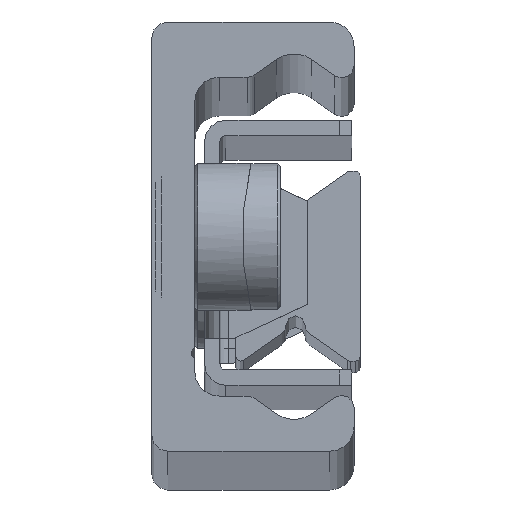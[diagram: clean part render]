
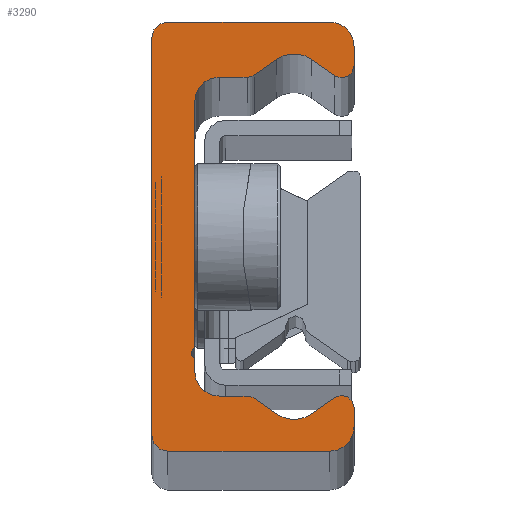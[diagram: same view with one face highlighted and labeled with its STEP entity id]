
A CAD part, top view. The second image highlights one B-rep face of the part: STEP entity #3290.
In plain terms, the highlighted planar face has unit normal (0, 0, 1).
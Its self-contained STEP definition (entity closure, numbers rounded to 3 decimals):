
#2280=CARTESIAN_POINT('',(0.0,16.2,1810.0));
#2281=VERTEX_POINT('',#2280);
#2282=CARTESIAN_POINT('',(1.3,17.5,1810.0));
#2283=VERTEX_POINT('',#2282);
#2284=CARTESIAN_POINT('',(1.3,16.2,1810.0));
#2285=DIRECTION('',(0.0,0.0,-1.0));
#2286=DIRECTION('',(0.0,-1.0,0.0));
#2287=AXIS2_PLACEMENT_3D('',#2284,#2285,#2286);
#2288=CIRCLE('',#2287,1.3);
#2289=EDGE_CURVE('',#2281,#2283,#2288,.T.);
#2322=CARTESIAN_POINT('',(14.5,17.5,1810.0));
#2323=VERTEX_POINT('',#2322);
#2324=CARTESIAN_POINT('',(1.3,17.5,1810.0));
#2325=DIRECTION('',(1.0,0.0,0.0));
#2326=VECTOR('',#2325,13.2);
#2327=LINE('',#2324,#2326);
#2328=EDGE_CURVE('',#2283,#2323,#2327,.T.);
#2353=CARTESIAN_POINT('',(16.5,15.5,1810.0));
#2354=VERTEX_POINT('',#2353);
#2355=CARTESIAN_POINT('',(14.5,15.5,1810.0));
#2356=DIRECTION('',(0.0,0.0,-1.0));
#2357=DIRECTION('',(-1.0,0.0,0.0));
#2358=AXIS2_PLACEMENT_3D('',#2355,#2356,#2357);
#2359=CIRCLE('',#2358,2.);
#2360=EDGE_CURVE('',#2323,#2354,#2359,.T.);
#2386=CARTESIAN_POINT('',(16.5,13.946,1810.0));
#2387=VERTEX_POINT('',#2386);
#2388=CARTESIAN_POINT('',(16.5,15.5,1810.0));
#2389=DIRECTION('',(0.0,-1.0,0.0));
#2390=VECTOR('',#2389,1.554);
#2391=LINE('',#2388,#2390);
#2392=EDGE_CURVE('',#2354,#2387,#2391,.T.);
#2417=CARTESIAN_POINT('',(14.926,13.127,1810.0));
#2418=VERTEX_POINT('',#2417);
#2419=CARTESIAN_POINT('',(15.5,13.946,1810.0));
#2420=DIRECTION('',(0.0,0.0,-1.0));
#2421=DIRECTION('',(0.574,0.819,0.0));
#2422=AXIS2_PLACEMENT_3D('',#2419,#2420,#2421);
#2423=CIRCLE('',#2422,1.0);
#2424=EDGE_CURVE('',#2387,#2418,#2423,.T.);
#2450=CARTESIAN_POINT('',(13.034,14.452,1810.0));
#2451=VERTEX_POINT('',#2450);
#2452=CARTESIAN_POINT('',(14.926,13.127,1810.0));
#2453=DIRECTION('',(-0.819,0.574,0.0));
#2454=VECTOR('',#2453,2.31);
#2455=LINE('',#2452,#2454);
#2456=EDGE_CURVE('',#2418,#2451,#2455,.T.);
#2481=CARTESIAN_POINT('',(10.166,14.452,1810.0));
#2482=VERTEX_POINT('',#2481);
#2483=CARTESIAN_POINT('',(11.6,12.404,1810.0));
#2484=DIRECTION('',(0.0,0.0,1.0));
#2485=DIRECTION('',(0.574,0.819,0.0));
#2486=AXIS2_PLACEMENT_3D('',#2483,#2484,#2485);
#2487=CIRCLE('',#2486,2.5);
#2488=EDGE_CURVE('',#2451,#2482,#2487,.T.);
#2514=CARTESIAN_POINT('',(8.351,13.181,1810.0));
#2515=VERTEX_POINT('',#2514);
#2516=CARTESIAN_POINT('',(10.166,14.452,1810.0));
#2517=DIRECTION('',(-0.819,-0.574,0.0));
#2518=VECTOR('',#2517,2.216);
#2519=LINE('',#2516,#2518);
#2520=EDGE_CURVE('',#2482,#2515,#2519,.T.);
#2545=CARTESIAN_POINT('',(7.777,13.,1810.0));
#2546=VERTEX_POINT('',#2545);
#2547=CARTESIAN_POINT('',(7.777,14.,1810.0));
#2548=DIRECTION('',(0.0,0.0,-1.0));
#2549=DIRECTION('',(0.0,1.0,0.0));
#2550=AXIS2_PLACEMENT_3D('',#2547,#2548,#2549);
#2551=CIRCLE('',#2550,1.);
#2552=EDGE_CURVE('',#2515,#2546,#2551,.T.);
#2578=CARTESIAN_POINT('',(5.5,13.,1810.0));
#2579=VERTEX_POINT('',#2578);
#2580=CARTESIAN_POINT('',(7.777,13.,1810.0));
#2581=DIRECTION('',(-1.0,0.0,0.0));
#2582=VECTOR('',#2581,2.277);
#2583=LINE('',#2580,#2582);
#2584=EDGE_CURVE('',#2546,#2579,#2583,.T.);
#2609=CARTESIAN_POINT('',(3.5,11.,1810.0));
#2610=VERTEX_POINT('',#2609);
#2611=CARTESIAN_POINT('',(5.5,11.,1810.0));
#2612=DIRECTION('',(0.0,0.0,1.0));
#2613=DIRECTION('',(0.0,1.0,0.0));
#2614=AXIS2_PLACEMENT_3D('',#2611,#2612,#2613);
#2615=CIRCLE('',#2614,2.0);
#2616=EDGE_CURVE('',#2579,#2610,#2615,.T.);
#2642=CARTESIAN_POINT('',(3.5,-9.067,1810.0));
#2643=VERTEX_POINT('',#2642);
#2644=CARTESIAN_POINT('',(3.5,11.,1810.0));
#2645=DIRECTION('',(0.0,-1.0,0.0));
#2646=VECTOR('',#2645,20.067);
#2647=LINE('',#2644,#2646);
#2648=EDGE_CURVE('',#2610,#2643,#2647,.T.);
#2748=CARTESIAN_POINT('',(3.5,-9.933,1810.0));
#2749=VERTEX_POINT('',#2748);
#2750=CARTESIAN_POINT('',(3.75,-9.5,1810.0));
#2751=DIRECTION('',(0.0,0.0,1.0));
#2752=DIRECTION('',(-0.5,0.866,0.0));
#2753=AXIS2_PLACEMENT_3D('',#2750,#2751,#2752);
#2754=CIRCLE('',#2753,0.5);
#2755=EDGE_CURVE('',#2643,#2749,#2754,.T.);
#2781=CARTESIAN_POINT('',(3.5,-11.,1810.0));
#2782=VERTEX_POINT('',#2781);
#2783=CARTESIAN_POINT('',(3.5,-9.933,1810.0));
#2784=DIRECTION('',(0.0,-1.0,0.0));
#2785=VECTOR('',#2784,1.067);
#2786=LINE('',#2783,#2785);
#2787=EDGE_CURVE('',#2749,#2782,#2786,.T.);
#2812=CARTESIAN_POINT('',(5.5,-13.,1810.0));
#2813=VERTEX_POINT('',#2812);
#2814=CARTESIAN_POINT('',(5.5,-11.,1810.0));
#2815=DIRECTION('',(0.0,0.0,1.0));
#2816=DIRECTION('',(-1.0,0.0,0.0));
#2817=AXIS2_PLACEMENT_3D('',#2814,#2815,#2816);
#2818=CIRCLE('',#2817,2.0);
#2819=EDGE_CURVE('',#2782,#2813,#2818,.T.);
#2845=CARTESIAN_POINT('',(7.777,-13.,1810.0));
#2846=VERTEX_POINT('',#2845);
#2847=CARTESIAN_POINT('',(5.5,-13.,1810.0));
#2848=DIRECTION('',(1.0,0.0,0.0));
#2849=VECTOR('',#2848,2.277);
#2850=LINE('',#2847,#2849);
#2851=EDGE_CURVE('',#2813,#2846,#2850,.T.);
#2876=CARTESIAN_POINT('',(8.351,-13.181,1810.0));
#2877=VERTEX_POINT('',#2876);
#2878=CARTESIAN_POINT('',(7.777,-14.0,1810.0));
#2879=DIRECTION('',(0.0,0.0,-1.0));
#2880=DIRECTION('',(-0.574,-0.819,0.0));
#2881=AXIS2_PLACEMENT_3D('',#2878,#2879,#2880);
#2882=CIRCLE('',#2881,1.);
#2883=EDGE_CURVE('',#2846,#2877,#2882,.T.);
#2909=CARTESIAN_POINT('',(10.166,-14.452,1810.0));
#2910=VERTEX_POINT('',#2909);
#2911=CARTESIAN_POINT('',(8.351,-13.181,1810.0));
#2912=DIRECTION('',(0.819,-0.574,0.0));
#2913=VECTOR('',#2912,2.216);
#2914=LINE('',#2911,#2913);
#2915=EDGE_CURVE('',#2877,#2910,#2914,.T.);
#2940=CARTESIAN_POINT('',(13.034,-14.452,1810.0));
#2941=VERTEX_POINT('',#2940);
#2942=CARTESIAN_POINT('',(11.6,-12.404,1810.0));
#2943=DIRECTION('',(0.0,0.0,1.));
#2944=DIRECTION('',(-0.574,-0.819,0.0));
#2945=AXIS2_PLACEMENT_3D('',#2942,#2943,#2944);
#2946=CIRCLE('',#2945,2.5);
#2947=EDGE_CURVE('',#2910,#2941,#2946,.T.);
#2973=CARTESIAN_POINT('',(14.926,-13.127,1810.0));
#2974=VERTEX_POINT('',#2973);
#2975=CARTESIAN_POINT('',(13.034,-14.452,1810.0));
#2976=DIRECTION('',(0.819,0.574,0.0));
#2977=VECTOR('',#2976,2.31);
#2978=LINE('',#2975,#2977);
#2979=EDGE_CURVE('',#2941,#2974,#2978,.T.);
#3004=CARTESIAN_POINT('',(16.5,-13.946,1810.0));
#3005=VERTEX_POINT('',#3004);
#3006=CARTESIAN_POINT('',(15.5,-13.946,1810.0));
#3007=DIRECTION('',(0.0,0.0,-1.0));
#3008=DIRECTION('',(-1.0,0.0,0.0));
#3009=AXIS2_PLACEMENT_3D('',#3006,#3007,#3008);
#3010=CIRCLE('',#3009,1.0);
#3011=EDGE_CURVE('',#2974,#3005,#3010,.T.);
#3037=CARTESIAN_POINT('',(16.5,-15.5,1810.0));
#3038=VERTEX_POINT('',#3037);
#3039=CARTESIAN_POINT('',(16.5,-13.946,1810.0));
#3040=DIRECTION('',(0.0,-1.0,0.0));
#3041=VECTOR('',#3040,1.554);
#3042=LINE('',#3039,#3041);
#3043=EDGE_CURVE('',#3005,#3038,#3042,.T.);
#3068=CARTESIAN_POINT('',(14.5,-17.5,1810.0));
#3069=VERTEX_POINT('',#3068);
#3070=CARTESIAN_POINT('',(14.5,-15.5,1810.0));
#3071=DIRECTION('',(0.0,0.0,-1.0));
#3072=DIRECTION('',(0.0,1.0,0.0));
#3073=AXIS2_PLACEMENT_3D('',#3070,#3071,#3072);
#3074=CIRCLE('',#3073,2.);
#3075=EDGE_CURVE('',#3038,#3069,#3074,.T.);
#3101=CARTESIAN_POINT('',(1.3,-17.5,1810.0));
#3102=VERTEX_POINT('',#3101);
#3103=CARTESIAN_POINT('',(14.5,-17.5,1810.0));
#3104=DIRECTION('',(-1.0,0.0,0.0));
#3105=VECTOR('',#3104,13.2);
#3106=LINE('',#3103,#3105);
#3107=EDGE_CURVE('',#3069,#3102,#3106,.T.);
#3132=CARTESIAN_POINT('',(0.0,-16.2,1810.0));
#3133=VERTEX_POINT('',#3132);
#3134=CARTESIAN_POINT('',(1.3,-16.2,1810.0));
#3135=DIRECTION('',(0.0,0.0,-1.0));
#3136=DIRECTION('',(1.0,0.0,0.0));
#3137=AXIS2_PLACEMENT_3D('',#3134,#3135,#3136);
#3138=CIRCLE('',#3137,1.3);
#3139=EDGE_CURVE('',#3102,#3133,#3138,.T.);
#3165=CARTESIAN_POINT('',(0.0,-16.2,1810.0));
#3166=DIRECTION('',(0.0,1.0,0.0));
#3167=VECTOR('',#3166,32.4);
#3168=LINE('',#3165,#3167);
#3169=EDGE_CURVE('',#3133,#2281,#3168,.T.);
#3257=CARTESIAN_POINT('',(5.957,-0.014,1810.0));
#3258=DIRECTION('',(0.0,0.0,1.0));
#3259=DIRECTION('',(1.0,0.0,0.0));
#3260=AXIS2_PLACEMENT_3D('',#3257,#3258,#3259);
#3261=PLANE('',#3260);
#3262=ORIENTED_EDGE('',*,*,#2289,.F.);
#3263=ORIENTED_EDGE('',*,*,#3169,.F.);
#3264=ORIENTED_EDGE('',*,*,#3139,.F.);
#3265=ORIENTED_EDGE('',*,*,#3107,.F.);
#3266=ORIENTED_EDGE('',*,*,#3075,.F.);
#3267=ORIENTED_EDGE('',*,*,#3043,.F.);
#3268=ORIENTED_EDGE('',*,*,#3011,.F.);
#3269=ORIENTED_EDGE('',*,*,#2979,.F.);
#3270=ORIENTED_EDGE('',*,*,#2947,.F.);
#3271=ORIENTED_EDGE('',*,*,#2915,.F.);
#3272=ORIENTED_EDGE('',*,*,#2883,.F.);
#3273=ORIENTED_EDGE('',*,*,#2851,.F.);
#3274=ORIENTED_EDGE('',*,*,#2819,.F.);
#3275=ORIENTED_EDGE('',*,*,#2787,.F.);
#3276=ORIENTED_EDGE('',*,*,#2755,.F.);
#3277=ORIENTED_EDGE('',*,*,#2648,.F.);
#3278=ORIENTED_EDGE('',*,*,#2616,.F.);
#3279=ORIENTED_EDGE('',*,*,#2584,.F.);
#3280=ORIENTED_EDGE('',*,*,#2552,.F.);
#3281=ORIENTED_EDGE('',*,*,#2520,.F.);
#3282=ORIENTED_EDGE('',*,*,#2488,.F.);
#3283=ORIENTED_EDGE('',*,*,#2456,.F.);
#3284=ORIENTED_EDGE('',*,*,#2424,.F.);
#3285=ORIENTED_EDGE('',*,*,#2392,.F.);
#3286=ORIENTED_EDGE('',*,*,#2360,.F.);
#3287=ORIENTED_EDGE('',*,*,#2328,.F.);
#3288=EDGE_LOOP('',(#3262,#3263,#3264,#3265,#3266,#3267,#3268,#3269,#3270,#3271,#3272,#3273,#3274,#3275,#3276,#3277,#3278,#3279,#3280,#3281,#3282,#3283,#3284,#3285,#3286,#3287));
#3289=FACE_OUTER_BOUND('',#3288,.T.);
#3290=ADVANCED_FACE('',(#3289),#3261,.T.);
